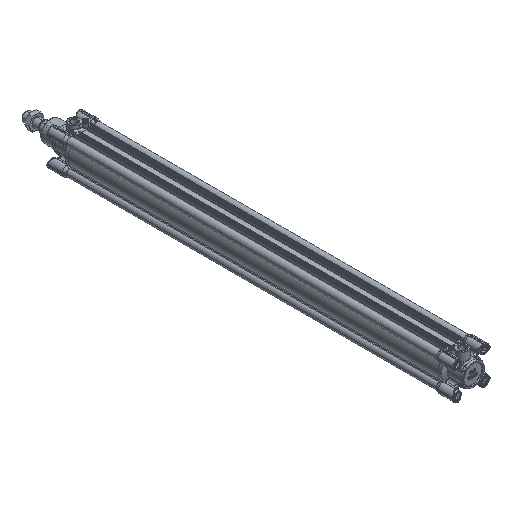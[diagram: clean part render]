
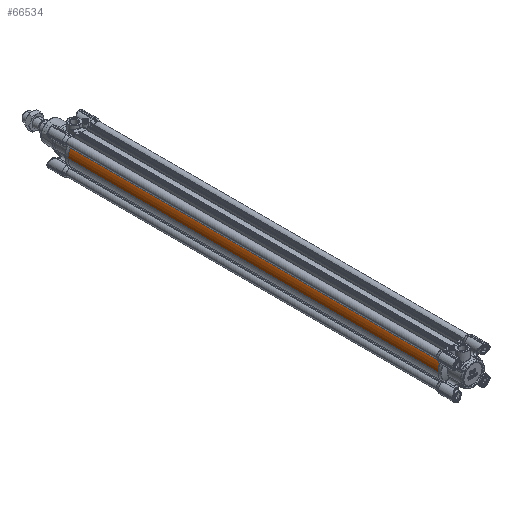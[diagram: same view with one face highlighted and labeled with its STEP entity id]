
A CAD part, isometric view. The second image highlights one B-rep face of the part: STEP entity #66534.
In plain terms, the highlighted cylindrical face has radius 27 mm (diameter 54 mm), a partial arc.
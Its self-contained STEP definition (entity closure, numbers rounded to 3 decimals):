
#6205 = CARTESIAN_POINT ( 'NONE',  ( 0., 675., 0. ) ) ;
#9869 = VECTOR ( 'NONE', #105303, 1000. ) ;
#15303 = LINE ( 'NONE', #94498, #35457 ) ;
#19827 = CARTESIAN_POINT ( 'NONE',  ( 0., 631., 0. ) ) ;
#25457 = EDGE_CURVE ( 'NONE', #67558, #26748, #59372, .T. ) ;
#26562 = CARTESIAN_POINT ( 'NONE',  ( -27., 31., 0. ) ) ;
#26748 = VERTEX_POINT ( 'NONE', #68243 ) ;
#27553 = DIRECTION ( 'NONE',  ( 0., -1., 0. ) ) ;
#27698 = ORIENTED_EDGE ( 'NONE', *, *, #109572, .F. ) ;
#30430 = CIRCLE ( 'NONE', #49713, 27. ) ;
#33816 = AXIS2_PLACEMENT_3D ( 'NONE', #19827, #40281, #86228 ) ;
#34915 = VERTEX_POINT ( 'NONE', #82575 ) ;
#35457 = VECTOR ( 'NONE', #96001, 1000. ) ;
#38314 = EDGE_LOOP ( 'NONE', ( #139366, #27698, #75333, #140417 ) ) ;
#40281 = DIRECTION ( 'NONE',  ( 0., 1., 0. ) ) ;
#41718 = DIRECTION ( 'NONE',  ( 0., -1., 0. ) ) ;
#42513 = FACE_OUTER_BOUND ( 'NONE', #38314, .T. ) ;
#49713 = AXIS2_PLACEMENT_3D ( 'NONE', #63000, #27553, #108962 ) ;
#59372 = LINE ( 'NONE', #72112, #9869 ) ;
#62723 = EDGE_CURVE ( 'NONE', #34915, #119530, #15303, .T. ) ;
#63000 = CARTESIAN_POINT ( 'NONE',  ( 0., 31., 0. ) ) ;
#63918 = EDGE_CURVE ( 'NONE', #119530, #26748, #69686, .T. ) ;
#66534 = ADVANCED_FACE ( 'NONE', ( #42513 ), #143747, .T. ) ;
#67558 = VERTEX_POINT ( 'NONE', #26562 ) ;
#68243 = CARTESIAN_POINT ( 'NONE',  ( -27., 675., 0. ) ) ;
#69686 = CIRCLE ( 'NONE', #144463, 27. ) ;
#72112 = CARTESIAN_POINT ( 'NONE',  ( -27., 631., 0. ) ) ;
#75333 = ORIENTED_EDGE ( 'NONE', *, *, #62723, .T. ) ;
#82575 = CARTESIAN_POINT ( 'NONE',  ( -22.483, 31., 14.95 ) ) ;
#86228 = DIRECTION ( 'NONE',  ( -1., 0., 0. ) ) ;
#94498 = CARTESIAN_POINT ( 'NONE',  ( -22.483, 631., 14.95 ) ) ;
#94812 = CARTESIAN_POINT ( 'NONE',  ( -22.483, 675., 14.95 ) ) ;
#96001 = DIRECTION ( 'NONE',  ( 0., 1., 0. ) ) ;
#105303 = DIRECTION ( 'NONE',  ( 0., 1., 0. ) ) ;
#108962 = DIRECTION ( 'NONE',  ( 1., 0., 0. ) ) ;
#109572 = EDGE_CURVE ( 'NONE', #34915, #67558, #30430, .T. ) ;
#119530 = VERTEX_POINT ( 'NONE', #94812 ) ;
#122406 = DIRECTION ( 'NONE',  ( 1., 0., 0. ) ) ;
#139366 = ORIENTED_EDGE ( 'NONE', *, *, #25457, .F. ) ;
#140417 = ORIENTED_EDGE ( 'NONE', *, *, #63918, .T. ) ;
#143747 = CYLINDRICAL_SURFACE ( 'NONE', #33816, 27. ) ;
#144463 = AXIS2_PLACEMENT_3D ( 'NONE', #6205, #41718, #122406 ) ;
